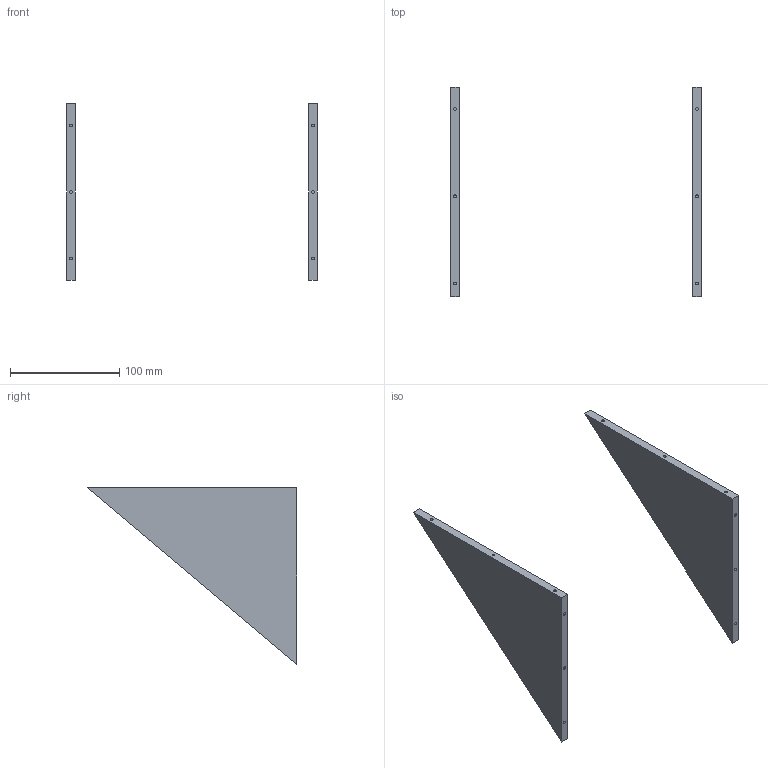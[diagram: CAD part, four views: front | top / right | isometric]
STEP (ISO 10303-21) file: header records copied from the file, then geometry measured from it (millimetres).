
FILE_DESCRIPTION(/* description */ (''),/* implementation_level */ '2;1');
FILE_NAME(/* name */ 'Side Panels (Lid).step',/* time_stamp */ '2021-10-08T10:01:59+01:00',/* author */ (''),/* organization */ (''),/* preprocessor_version */ 'ST-DEVELOPER v18.1',/* originating_system */ 'Autodesk Translation Framework v10.10.0.1391',/* authorisation */ '');
FILE_SCHEMA (('AUTOMOTIVE_DESIGN { 1 0 10303 214 3 1 1 }'));
Length unit declared in the file: millimetre
Products named in the file (2): Side Panels (Lid); Side panel
Assembly tree (1 placements, depth 2):
  Side Panels (Lid)
    Side panel
Bounding box: 230 x 192 x 162 mm (x, y, z)
Volume: 248229.2 mm3; surface area: 72844.8 mm2
Topology: 2 solids, 2 shells, 34 faces, 54 edges, 36 vertices
Faces by surface type: plane 22, cylinder 12
Full cylindrical faces by diameter (mm): 2.529 x12
Entity records: 836 total; most frequent: DIRECTION 152, CARTESIAN_POINT 127, ORIENTED_EDGE 108, AXIS2_PLACEMENT_3D 61, EDGE_CURVE 54, EDGE_LOOP 46, VERTEX_POINT 36, FACE_OUTER_BOUND 34
